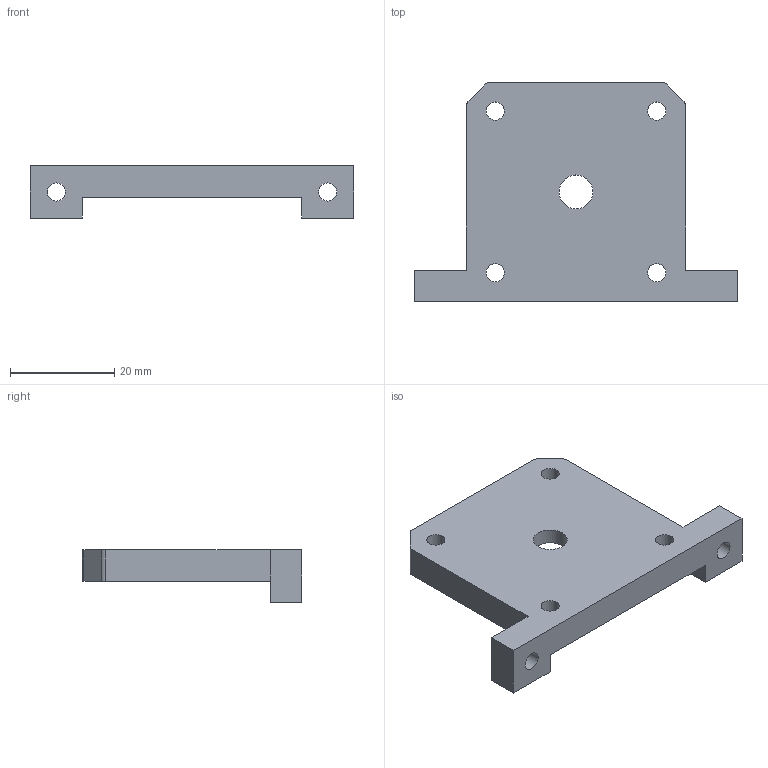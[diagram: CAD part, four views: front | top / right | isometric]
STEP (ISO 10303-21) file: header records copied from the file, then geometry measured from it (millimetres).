
FILE_DESCRIPTION(/* description */ (''),/* implementation_level */ '2;1');
FILE_NAME(/* name */ 'Halter Tafelmotor v2.step',/* time_stamp */ '2025-04-10T13:00:16+02:00',/* author */ (''),/* organization */ (''),/* preprocessor_version */ 'ST-DEVELOPER v20.1',/* originating_system */ 'Autodesk Translation Framework v14.4.0.0',/* authorisation */ '');
FILE_SCHEMA (('AUTOMOTIVE_DESIGN { 1 0 10303 214 3 1 1 }'));
Length unit declared in the file: millimetre
Products named in the file (1): Halter Tafelmotor
Bounding box: 62 x 42 x 10 mm (x, y, z)
Volume: 10067.3 mm3; surface area: 5684.9 mm2
Topology: 1 solids, 1 shells, 31 faces, 80 edges, 52 vertices
Faces by surface type: plane 17, cylinder 12, cone 2
Full cylindrical faces by diameter (mm): 3.5 x6, 6.5 x1, 22.2 x1
Entity records: 1009 total; most frequent: DIRECTION 170, CARTESIAN_POINT 164, ORIENTED_EDGE 160, EDGE_CURVE 80, AXIS2_PLACEMENT_3D 58, LINE 54, VECTOR 54, VERTEX_POINT 52
